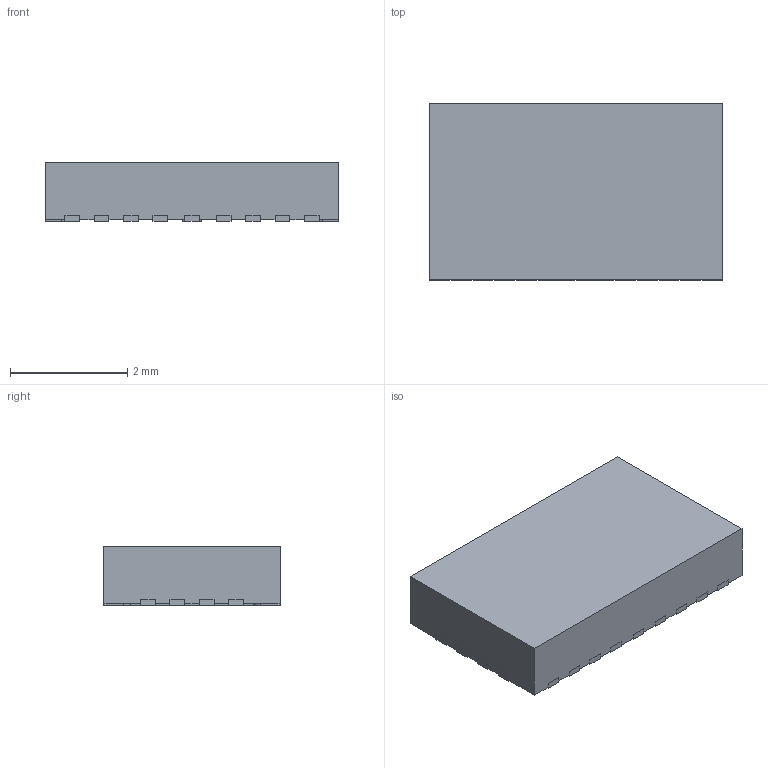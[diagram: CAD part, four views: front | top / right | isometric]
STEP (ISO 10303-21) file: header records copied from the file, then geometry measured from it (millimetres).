
FILE_DESCRIPTION((''),'2;1');
FILE_NAME('RYQ0021A_ASM','2021-04-17T16:15:50',('a0414801'),(''),'CREO PARAMETRIC BY PTC INC, 2018500','CREO PARAMETRIC BY PTC INC, 2018500','');
FILE_SCHEMA(('AUTOMOTIVE_DESIGN { 1 0 10303 214 1 1 1 1 }'));
Length unit declared in the file: millimetre
Products named in the file (3): BODY-QFN; FRAME-RYQ0021A; RYQ0021A_ASM
Assembly tree (2 placements, depth 2):
  RYQ0021A_ASM
    BODY-QFN
    FRAME-RYQ0021A
Bounding box: 5 x 3 x 1 mm (x, y, z)
Volume: 14.8 mm3; surface area: 64.7 mm2
Topology: 22 solids, 22 shells, 234 faces, 570 edges, 380 vertices
Faces by surface type: plane 204, cylinder 30
Entity records: 8929 total; most frequent: CARTESIAN_POINT 1196, ORIENTED_EDGE 1140, DIRECTION 1108, PRESENTATION_STYLE_ASSIGNMENT 613, STYLED_ITEM 592, CURVE_STYLE 570, EDGE_CURVE 570, VECTOR 510
